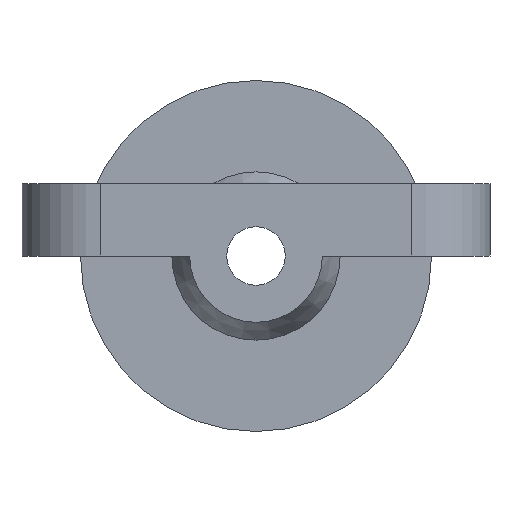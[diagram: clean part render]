
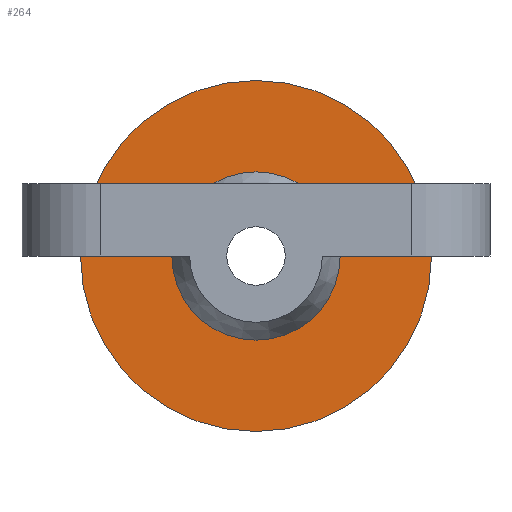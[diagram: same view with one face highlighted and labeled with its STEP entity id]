
A CAD part, front view. The second image highlights one B-rep face of the part: STEP entity #264.
In plain terms, the highlighted planar face has unit normal (0, -1, 0).
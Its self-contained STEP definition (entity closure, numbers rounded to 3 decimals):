
#29=FACE_BOUND('',#66,.T.);
#44=FACE_OUTER_BOUND('',#65,.T.);
#65=EDGE_LOOP('',(#241));
#66=EDGE_LOOP('',(#242));
#116=CIRCLE('',#304,4.317);
#118=CIRCLE('',#307,9.);
#138=VERTEX_POINT('',#453);
#140=VERTEX_POINT('',#459);
#171=EDGE_CURVE('',#138,#138,#116,.F.);
#174=EDGE_CURVE('',#140,#140,#118,.T.);
#241=ORIENTED_EDGE('',*,*,#174,.F.);
#242=ORIENTED_EDGE('',*,*,#171,.T.);
#249=PLANE('',#309);
#264=ADVANCED_FACE('',(#44,#29),#249,.F.);
#304=AXIS2_PLACEMENT_3D('',#455,#379,#380);
#307=AXIS2_PLACEMENT_3D('',#461,#386,#387);
#309=AXIS2_PLACEMENT_3D('',#463,#390,#391);
#379=DIRECTION('center_axis',(0.,-1.,0.));
#380=DIRECTION('ref_axis',(1.,0.,0.));
#386=DIRECTION('center_axis',(0.,1.,0.));
#387=DIRECTION('ref_axis',(1.,0.,0.));
#390=DIRECTION('center_axis',(0.,1.,0.));
#391=DIRECTION('ref_axis',(1.,0.,0.));
#453=CARTESIAN_POINT('',(-18.567,-31.547,6.));
#455=CARTESIAN_POINT('Origin',(-14.25,-31.547,6.));
#459=CARTESIAN_POINT('',(-23.25,-31.547,6.));
#461=CARTESIAN_POINT('Origin',(-14.25,-31.547,6.));
#463=CARTESIAN_POINT('Origin',(-14.25,-31.547,6.));
